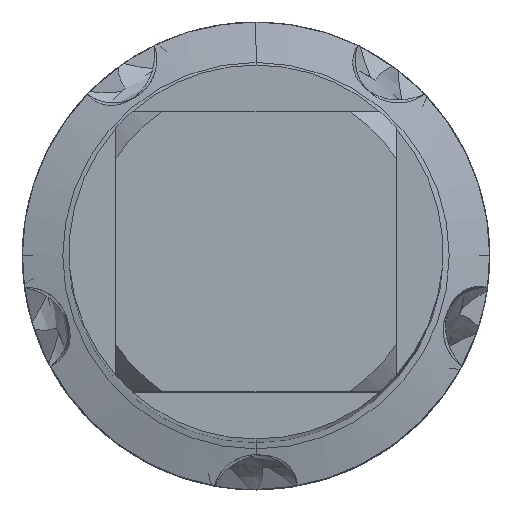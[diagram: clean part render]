
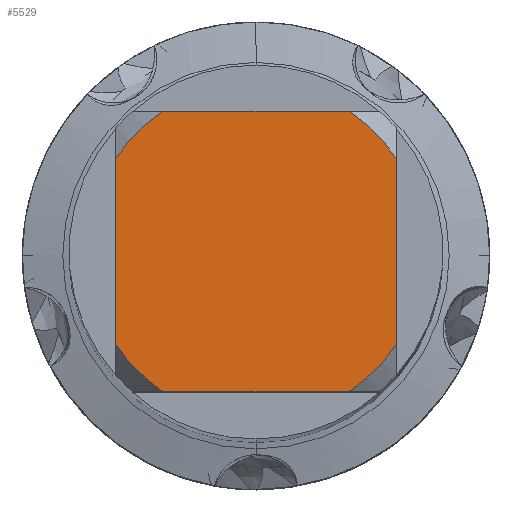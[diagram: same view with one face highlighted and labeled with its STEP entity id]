
A CAD part, top view. The second image highlights one B-rep face of the part: STEP entity #5529.
In plain terms, the highlighted planar face has unit normal (0, 0, 1).
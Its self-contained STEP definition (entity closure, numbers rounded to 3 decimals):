
#2865=VERTEX_POINT('',#7601);
#3035=EDGE_CURVE('',#6549,#2865,#7788,.T.);
#3061=VERTEX_POINT('',#7817);
#3287=EDGE_CURVE('',#6877,#2865,#8060,.T.);
#3965=VERTEX_POINT('',#8802);
#4515=EDGE_CURVE('',#4631,#3061,#9397,.T.);
#4631=VERTEX_POINT('',#9525);
#5225=EDGE_CURVE('',#6877,#3061,#10173,.T.);
#5301=EDGE_CURVE('',#3965,#5963,#10253,.T.);
#5529=ADVANCED_FACE('',(#10506),#10507,.T.);
#5963=VERTEX_POINT('',#10970);
#5989=EDGE_CURVE('',#6549,#6003,#10997,.T.);
#6003=VERTEX_POINT('',#11013);
#6115=EDGE_CURVE('',#3965,#6003,#11134,.T.);
#6549=VERTEX_POINT('',#11606);
#6877=VERTEX_POINT('',#11957);
#6909=EDGE_CURVE('',#4631,#5963,#11993,.T.);
#7601=CARTESIAN_POINT('',(-6.0,-3.98,0.0));
#7788=LINE('',#14270,#14271);
#7817=CARTESIAN_POINT('',(3.98,-6.0,0.0));
#8060=CIRCLE('',#14938,7.2);
#8802=CARTESIAN_POINT('',(3.98,6.0,0.0));
#9397=CIRCLE('',#18857,7.2);
#9525=CARTESIAN_POINT('',(6.0,-3.98,0.0));
#10173=LINE('',#21955,#21956);
#10253=CIRCLE('',#22166,7.2);
#10506=FACE_OUTER_BOUND('',#22767,.T.);
#10507=PLANE('',#22768);
#10970=CARTESIAN_POINT('',(6.0,3.98,0.0));
#10997=CIRCLE('',#24348,7.2);
#11013=CARTESIAN_POINT('',(-3.98,6.0,0.0));
#11134=LINE('',#24688,#24689);
#11606=CARTESIAN_POINT('',(-6.0,3.98,0.0));
#11957=CARTESIAN_POINT('',(-3.98,-6.0,0.0));
#11993=LINE('',#27540,#27541);
#14270=CARTESIAN_POINT('',(-6.0,1.8,0.0));
#14271=VECTOR('',#28609,1.0);
#14938=AXIS2_PLACEMENT_3D('',#28883,#28884,#28885);
#18857=AXIS2_PLACEMENT_3D('',#30172,#30173,#30174);
#21955=CARTESIAN_POINT('',(0.0,-6.0,0.0));
#21956=VECTOR('',#31353,1.0);
#22166=AXIS2_PLACEMENT_3D('',#31416,#31417,#31418);
#22767=EDGE_LOOP('',(#31686,#31687,#31688,#31689,#31690,#31691,#31692,#31693));
#22768=AXIS2_PLACEMENT_3D('',#31694,#31695,#31696);
#24348=AXIS2_PLACEMENT_3D('',#32120,#32121,#32122);
#24688=CARTESIAN_POINT('',(0.0,6.0,0.0));
#24689=VECTOR('',#32251,1.0);
#27540=CARTESIAN_POINT('',(6.0,1.8,0.0));
#27541=VECTOR('',#33152,1.0);
#28609=DIRECTION('',(-0.0,-1.0,0.0));
#28883=CARTESIAN_POINT('',(0.0,0.0,0.0));
#28884=DIRECTION('',(0.0,0.0,-1.0));
#28885=DIRECTION('',(0.0,1.0,0.0));
#30172=CARTESIAN_POINT('',(0.0,0.0,0.0));
#30173=DIRECTION('',(0.0,0.0,-1.0));
#30174=DIRECTION('',(0.0,1.0,0.0));
#31353=DIRECTION('',(1.0,0.0,0.0));
#31416=CARTESIAN_POINT('',(0.0,0.0,0.0));
#31417=DIRECTION('',(0.0,0.0,-1.0));
#31418=DIRECTION('',(0.0,1.0,0.0));
#31686=ORIENTED_EDGE('',*,*,#3035,.T.);
#31687=ORIENTED_EDGE('',*,*,#3287,.F.);
#31688=ORIENTED_EDGE('',*,*,#5225,.T.);
#31689=ORIENTED_EDGE('',*,*,#4515,.F.);
#31690=ORIENTED_EDGE('',*,*,#6909,.T.);
#31691=ORIENTED_EDGE('',*,*,#5301,.F.);
#31692=ORIENTED_EDGE('',*,*,#6115,.T.);
#31693=ORIENTED_EDGE('',*,*,#5989,.F.);
#31694=CARTESIAN_POINT('',(0.0,3.6,0.0));
#31695=DIRECTION('',(-0.0,0.0,1.0));
#31696=DIRECTION('',(0.0,-1.0,0.0));
#32120=CARTESIAN_POINT('',(0.0,0.0,0.0));
#32121=DIRECTION('',(0.0,0.0,-1.0));
#32122=DIRECTION('',(0.0,1.0,0.0));
#32251=DIRECTION('',(-1.0,0.0,0.0));
#33152=DIRECTION('',(-0.0,1.0,0.0));
